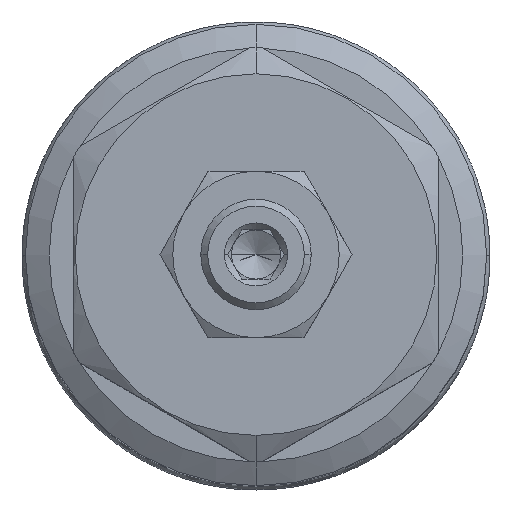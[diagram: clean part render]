
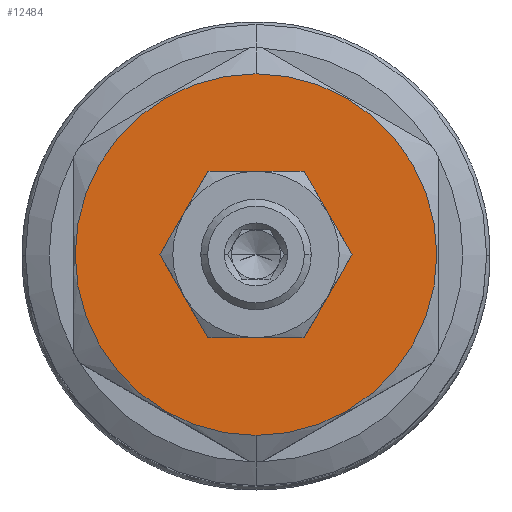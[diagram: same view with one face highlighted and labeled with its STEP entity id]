
A CAD part, top view. The second image highlights one B-rep face of the part: STEP entity #12484.
In plain terms, the highlighted planar face has unit normal (0, 0, 1).
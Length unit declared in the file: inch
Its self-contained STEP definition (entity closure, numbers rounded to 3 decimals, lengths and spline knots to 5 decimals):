
#8602=CARTESIAN_POINT('',(0.,0.,6.896));
#8603=DIRECTION('',(0.,0.,1.));
#8604=DIRECTION('',(0.,-1.,0.));
#8605=AXIS2_PLACEMENT_3D('',#8602,#8603,#8604);
#8607=CARTESIAN_POINT('',(0.,0.,6.896));
#8608=DIRECTION('',(0.,0.,1.));
#8609=DIRECTION('',(0.,1.,0.));
#8610=AXIS2_PLACEMENT_3D('',#8607,#8608,#8609);
#8612=CARTESIAN_POINT('',(0.,0.,6.896));
#8613=DIRECTION('',(0.,0.,1.));
#8614=DIRECTION('',(0.867,-0.498,0.));
#8615=AXIS2_PLACEMENT_3D('',#8612,#8613,#8614);
#8617=DIRECTION('',(-0.5,0.866,0.));
#8618=VECTOR('',#8617,0.00179);
#8619=CARTESIAN_POINT('',(0.32218,0.18497,6.896));
#8620=LINE('',#8619,#8618);
#8621=CARTESIAN_POINT('',(0.,0.,6.896));
#8622=DIRECTION('',(0.,0.,1.));
#8623=DIRECTION('',(0.865,0.502,0.));
#8624=AXIS2_PLACEMENT_3D('',#8621,#8622,#8623);
#8626=DIRECTION('',(-1.,0.,0.));
#8627=VECTOR('',#8626,0.00179);
#8628=CARTESIAN_POINT('',(0.0009,0.3715,6.896));
#8629=LINE('',#8628,#8627);
#8630=CARTESIAN_POINT('',(0.,0.,6.896));
#8631=DIRECTION('',(0.,0.,1.));
#8632=DIRECTION('',(-0.002,1.,0.));
#8633=AXIS2_PLACEMENT_3D('',#8630,#8631,#8632);
#8635=DIRECTION('',(-0.5,-0.866,0.));
#8636=VECTOR('',#8635,0.00179);
#8637=CARTESIAN_POINT('',(-0.32128,0.18653,6.896));
#8638=LINE('',#8637,#8636);
#8639=CARTESIAN_POINT('',(0.,0.,6.896));
#8640=DIRECTION('',(0.,0.,1.));
#8641=DIRECTION('',(-0.867,0.498,0.));
#8642=AXIS2_PLACEMENT_3D('',#8639,#8640,#8641);
#8644=DIRECTION('',(0.5,-0.866,0.));
#8645=VECTOR('',#8644,0.00179);
#8646=CARTESIAN_POINT('',(-0.32218,-0.18497,6.896));
#8647=LINE('',#8646,#8645);
#8648=CARTESIAN_POINT('',(0.,0.,6.896));
#8649=DIRECTION('',(0.,0.,1.));
#8650=DIRECTION('',(-0.865,-0.502,0.));
#8651=AXIS2_PLACEMENT_3D('',#8648,#8649,#8650);
#8653=DIRECTION('',(1.,0.,0.));
#8654=VECTOR('',#8653,0.00179);
#8655=CARTESIAN_POINT('',(-0.0009,-0.3715,6.896));
#8656=LINE('',#8655,#8654);
#8657=CARTESIAN_POINT('',(0.,0.,6.896));
#8658=DIRECTION('',(0.,0.,1.));
#8659=DIRECTION('',(0.002,-1.,0.));
#8660=AXIS2_PLACEMENT_3D('',#8657,#8658,#8659);
#8662=DIRECTION('',(0.5,0.866,0.));
#8663=VECTOR('',#8662,0.00179);
#8664=CARTESIAN_POINT('',(0.32128,-0.18653,6.896));
#8665=LINE('',#8664,#8663);
#11976=CARTESIAN_POINT('',(0.,-0.807,6.896));
#11977=CARTESIAN_POINT('',(0.,0.807,6.896));
#11978=VERTEX_POINT('',#11976);
#11979=VERTEX_POINT('',#11977);
#12251=CARTESIAN_POINT('',(0.32218,-0.18497,6.896));
#12252=CARTESIAN_POINT('',(0.32218,0.18497,6.896));
#12253=VERTEX_POINT('',#12251);
#12254=VERTEX_POINT('',#12252);
#12255=CARTESIAN_POINT('',(0.32128,0.18653,6.896));
#12256=CARTESIAN_POINT('',(0.0009,0.3715,6.896));
#12257=VERTEX_POINT('',#12255);
#12258=VERTEX_POINT('',#12256);
#12259=CARTESIAN_POINT('',(-0.0009,0.3715,6.896));
#12260=CARTESIAN_POINT('',(-0.32128,0.18653,6.896));
#12261=VERTEX_POINT('',#12259);
#12262=VERTEX_POINT('',#12260);
#12263=CARTESIAN_POINT('',(-0.32218,0.18497,6.896));
#12264=CARTESIAN_POINT('',(-0.32218,-0.18497,6.896));
#12265=VERTEX_POINT('',#12263);
#12266=VERTEX_POINT('',#12264);
#12267=CARTESIAN_POINT('',(-0.32128,-0.18653,6.896));
#12268=CARTESIAN_POINT('',(-0.0009,-0.3715,6.896));
#12269=VERTEX_POINT('',#12267);
#12270=VERTEX_POINT('',#12268);
#12271=CARTESIAN_POINT('',(0.0009,-0.3715,6.896));
#12272=CARTESIAN_POINT('',(0.32128,-0.18653,6.896));
#12273=VERTEX_POINT('',#12271);
#12274=VERTEX_POINT('',#12272);
#12448=CARTESIAN_POINT('',(0.,0.,6.896));
#12449=DIRECTION('',(0.,0.,1.));
#12450=DIRECTION('',(0.,1.,0.));
#12451=AXIS2_PLACEMENT_3D('',#12448,#12449,#12450);
#12452=PLANE('',#12451);
#12454=ORIENTED_EDGE('',*,*,#12453,.F.);
#12456=ORIENTED_EDGE('',*,*,#12455,.F.);
#12457=EDGE_LOOP('',(#12454,#12456));
#12458=FACE_OUTER_BOUND('',#12457,.F.);
#12460=ORIENTED_EDGE('',*,*,#12459,.T.);
#12462=ORIENTED_EDGE('',*,*,#12461,.T.);
#12464=ORIENTED_EDGE('',*,*,#12463,.T.);
#12466=ORIENTED_EDGE('',*,*,#12465,.T.);
#12468=ORIENTED_EDGE('',*,*,#12467,.T.);
#12469=ORIENTED_EDGE('',*,*,#12431,.T.);
#12471=ORIENTED_EDGE('',*,*,#12470,.T.);
#12473=ORIENTED_EDGE('',*,*,#12472,.T.);
#12475=ORIENTED_EDGE('',*,*,#12474,.T.);
#12477=ORIENTED_EDGE('',*,*,#12476,.T.);
#12479=ORIENTED_EDGE('',*,*,#12478,.T.);
#12481=ORIENTED_EDGE('',*,*,#12480,.T.);
#12482=EDGE_LOOP('',(#12460,#12462,#12464,#12466,#12468,#12469,#12471,#12473,
#12475,#12477,#12479,#12481));
#12483=FACE_BOUND('',#12482,.F.);
#12484=ADVANCED_FACE('',(#12458,#12483),#12452,.T.);
#8606=CIRCLE('',#8605,0.807);
#8611=CIRCLE('',#8610,0.807);
#8616=CIRCLE('',#8615,0.3715);
#8625=CIRCLE('',#8624,0.3715);
#8634=CIRCLE('',#8633,0.3715);
#8643=CIRCLE('',#8642,0.3715);
#8652=CIRCLE('',#8651,0.3715);
#8661=CIRCLE('',#8660,0.3715);
#12431=EDGE_CURVE('',#12262,#12265,#8638,.T.);
#12453=EDGE_CURVE('',#11978,#11979,#8606,.T.);
#12455=EDGE_CURVE('',#11979,#11978,#8611,.T.);
#12459=EDGE_CURVE('',#12253,#12254,#8616,.T.);
#12461=EDGE_CURVE('',#12254,#12257,#8620,.T.);
#12463=EDGE_CURVE('',#12257,#12258,#8625,.T.);
#12465=EDGE_CURVE('',#12258,#12261,#8629,.T.);
#12467=EDGE_CURVE('',#12261,#12262,#8634,.T.);
#12470=EDGE_CURVE('',#12265,#12266,#8643,.T.);
#12472=EDGE_CURVE('',#12266,#12269,#8647,.T.);
#12474=EDGE_CURVE('',#12269,#12270,#8652,.T.);
#12476=EDGE_CURVE('',#12270,#12273,#8656,.T.);
#12478=EDGE_CURVE('',#12273,#12274,#8661,.T.);
#12480=EDGE_CURVE('',#12274,#12253,#8665,.T.);
